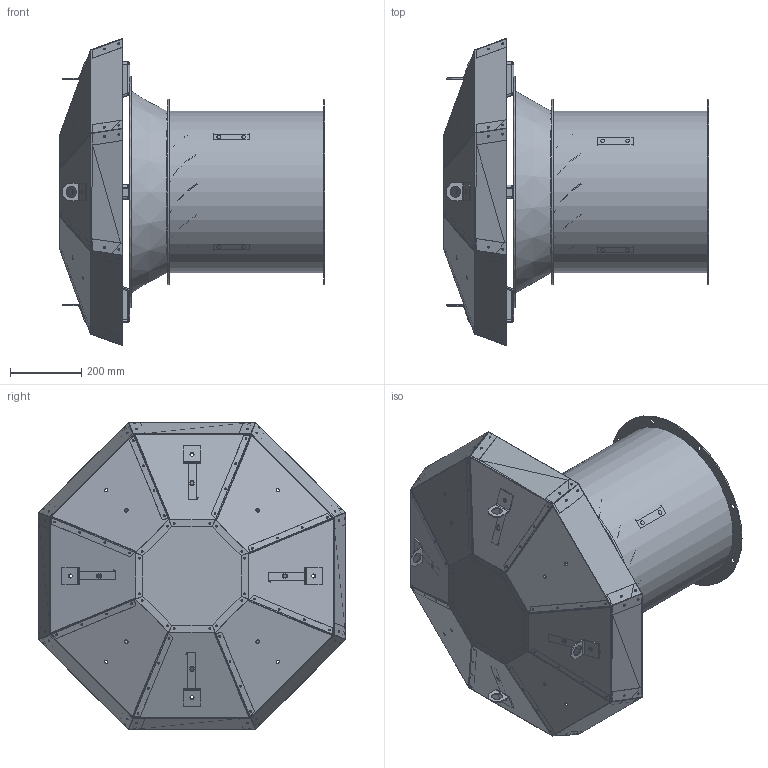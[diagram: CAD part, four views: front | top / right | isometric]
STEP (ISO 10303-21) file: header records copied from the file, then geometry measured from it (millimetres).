
FILE_DESCRIPTION(('STEP AP203'), '1');
FILE_NAME('薹恘 4,5', '', ('UNSPECIFIED'), ('UNSPECIFIED'), 'ASCON STEP Converter 1.3', 'ASCON Math Kernel', '');
FILE_SCHEMA(('CONFIG_CONTROL_DESIGN'));
Length unit declared in the file: millimetre
Bounding box: 745.94 x 861.88 x 861.88 mm (x, y, z)
Volume: 4236969.3 mm3; surface area: 4828715.6 mm2
Topology: 23 solids, 24 shells, 2007 faces, 5173 edges, 3173 vertices
Faces by surface type: plane 949, cylinder 553, bspline 500, cone 5
Full cylindrical faces by diameter (mm): 5 x144, 9.3 x16, 11.3 x12, 30 x4, 42 x1, 50 x1, 55 x2, 60 x2, 455 x2, 520 x2, 564 x1, 650 x1
Entity records: 86087 total; most frequent: CARTESIAN_POINT 24727, ORIENTED_EDGE 9944, DIRECTION 7730, EDGE_CURVE 4972, VERTEX_POINT 3188, LINE 2726, VECTOR 2726, EDGE_LOOP 2628
